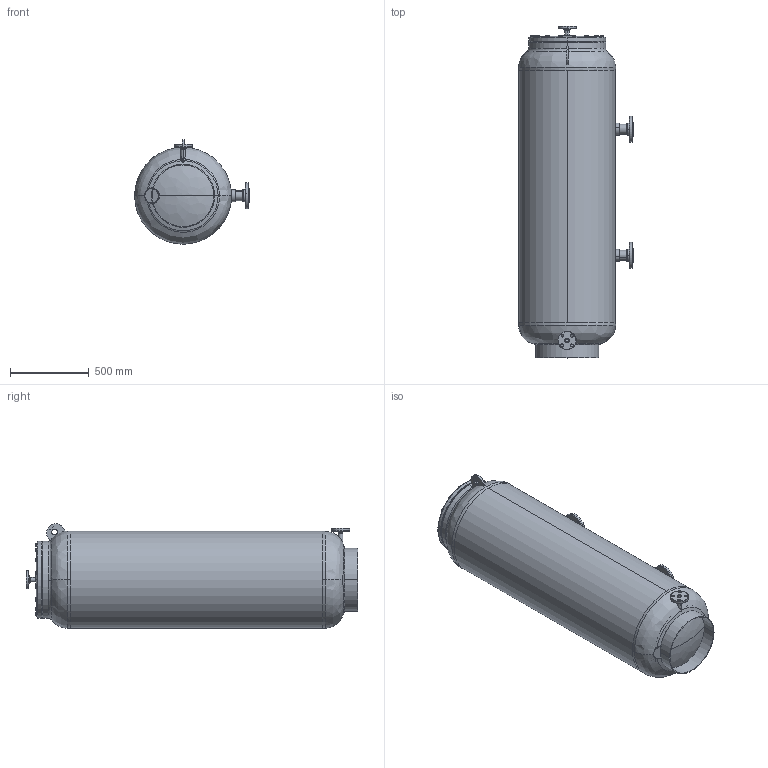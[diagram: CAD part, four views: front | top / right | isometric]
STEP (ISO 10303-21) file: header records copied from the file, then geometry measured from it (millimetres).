
FILE_DESCRIPTION (( 'STEP AP214' ), '1' );
FILE_NAME ('Adriatic S60.STEP', '2020-11-05T13:53:05', ( '' ), ( '' ), 'SwSTEP 2.0', 'SolidWorks 2019', '' );
FILE_SCHEMA (( 'AUTOMOTIVE_DESIGN' ));
Length unit declared in the file: millimetre
Products named in the file (1): Adriatic S60
Bounding box: 728 x 2103.55 x 662.3 mm (x, y, z)
Volume: 34868534 mm3; surface area: 9003752.3 mm2
Topology: 48 solids, 48 shells, 781 faces, 1796 edges, 1114 vertices
Faces by surface type: cylinder 291, plane 220, cone 204, bspline 66
Entity records: 41487 total; most frequent: CARTESIAN_POINT 14734, DIRECTION 3786, ORIENTED_EDGE 3516, EDGE_CURVE 1758, AXIS2_PLACEMENT_3D 1596, VERTEX_POINT 1114, EDGE_LOOP 956, CIRCLE 880
